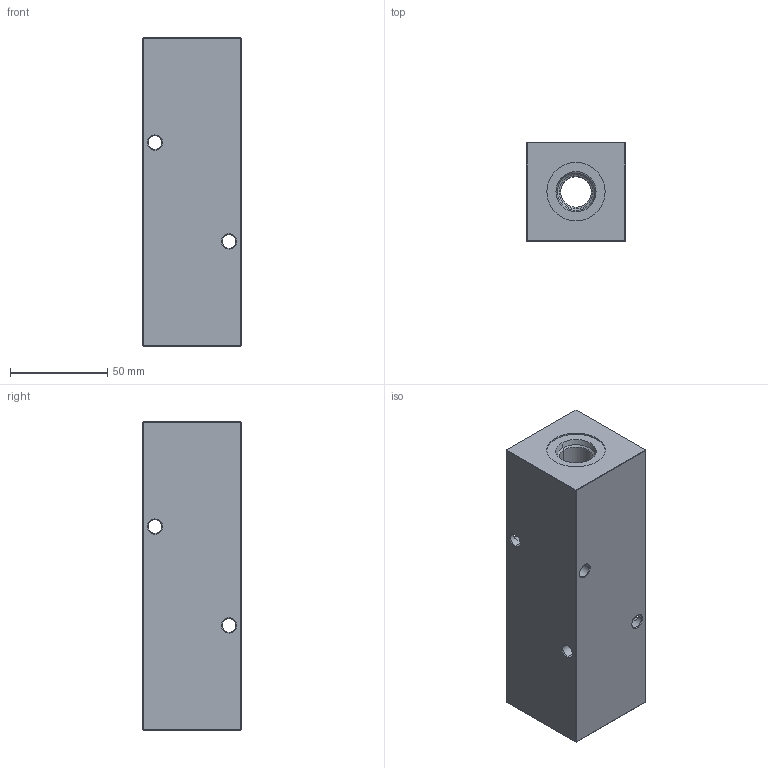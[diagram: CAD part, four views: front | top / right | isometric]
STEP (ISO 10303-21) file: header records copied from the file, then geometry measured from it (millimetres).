
FILE_DESCRIPTION (( 'STEP AP203' ), '1' );
FILE_NAME ('HM-3-0-S-8-8.STEP', '2020-10-01T12:50:24', ( '' ), ( '' ), 'SwSTEP 2.0', 'SolidWorks 2019', '' );
FILE_SCHEMA (( 'CONFIG_CONTROL_DESIGN' ));
Length unit declared in the file: inch
Products named in the file (1): HM-3-0-S-8-8
Bounding box: 50.8 x 50.8 x 158.75 mm (x, y, z)
Volume: 352698.8 mm3; surface area: 50599.5 mm2
Topology: 1 solids, 1 shells, 532 faces, 1391 edges, 904 vertices
Faces by surface type: plane 220, bspline 216, cone 49, cylinder 47
Entity records: 26718 total; most frequent: CARTESIAN_POINT 15052, ORIENTED_EDGE 2782, DIRECTION 1665, EDGE_CURVE 1391, VERTEX_POINT 904, VECTOR 783, LINE 783, EDGE_LOOP 595
